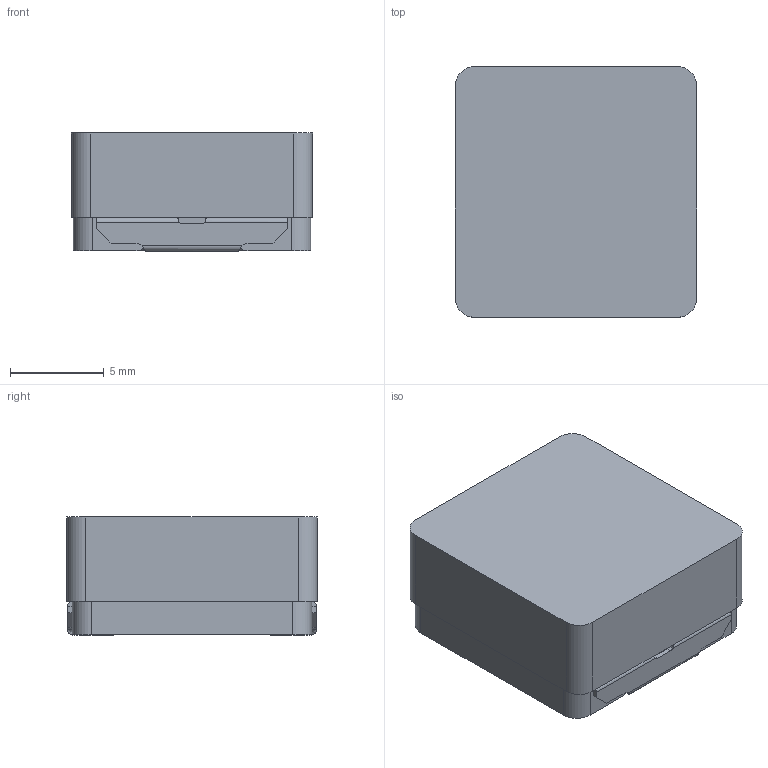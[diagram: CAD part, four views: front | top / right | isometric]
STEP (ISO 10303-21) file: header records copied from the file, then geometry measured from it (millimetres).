
FILE_DESCRIPTION(/* description */ (''),/* implementation_level */ '2;1');
FILE_NAME(/* name */ 'IHLP5050FD-5A.step',/* time_stamp */ '2021-05-30T16:33:07+02:00',/* author */ (''),/* organization */ (''),/* preprocessor_version */ 'ST-DEVELOPER v18.1',/* originating_system */ 'Autodesk Translation Framework v10.6.0.1341',/* authorisation */ '');
FILE_SCHEMA (('AUTOMOTIVE_DESIGN { 1 0 10303 214 3 1 1 }'));
Length unit declared in the file: inch
Products named in the file (1): (Unsaved)
Bounding box: 12.86 x 13.37 x 6.29 mm (x, y, z)
Volume: 1059.6 mm3; surface area: 672.1 mm2
Topology: 1 solids, 1 shells, 85 faces, 242 edges, 160 vertices
Faces by surface type: plane 51, cylinder 26, bspline 8
Entity records: 3049 total; most frequent: CARTESIAN_POINT 716, ORIENTED_EDGE 484, DIRECTION 422, EDGE_CURVE 242, LINE 170, VECTOR 170, VERTEX_POINT 160, AXIS2_PLACEMENT_3D 126
